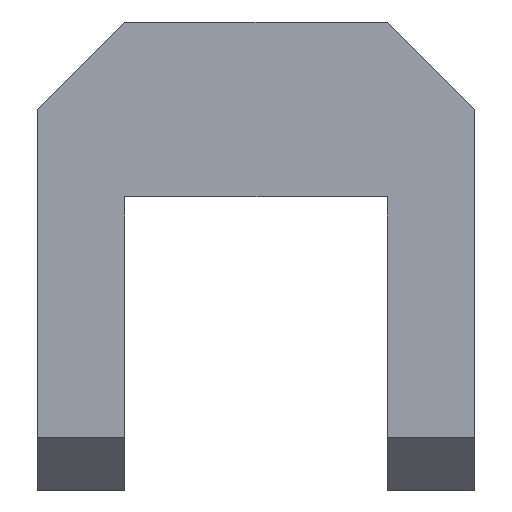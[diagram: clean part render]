
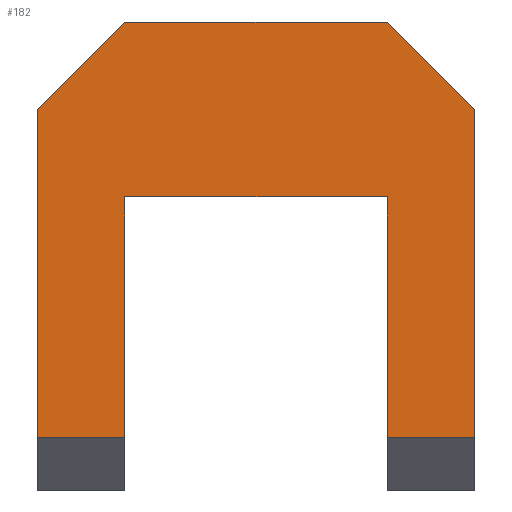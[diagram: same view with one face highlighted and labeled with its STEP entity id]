
A CAD part, front view. The second image highlights one B-rep face of the part: STEP entity #182.
In plain terms, the highlighted planar face has unit normal (0, -1, 0).
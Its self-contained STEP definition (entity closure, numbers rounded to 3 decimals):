
#74 = ORIENTED_EDGE ( 'NONE', *, *, #3349, .T. ) ;
#139 = VERTEX_POINT ( 'NONE', #3418 ) ;
#180 = VECTOR ( 'NONE', #3761, 1000. ) ;
#182 = ADVANCED_FACE ( 'NONE', ( #2119 ), #1812, .T. ) ;
#264 = LINE ( 'NONE', #3794, #3302 ) ;
#351 = EDGE_CURVE ( 'NONE', #1260, #721, #1573, .T. ) ;
#396 = CARTESIAN_POINT ( 'NONE',  ( 0., -15., 0. ) ) ;
#398 = LINE ( 'NONE', #1628, #650 ) ;
#450 = VECTOR ( 'NONE', #3256, 1000. ) ;
#489 = EDGE_CURVE ( 'NONE', #1260, #556, #1274, .T. ) ;
#517 = CARTESIAN_POINT ( 'NONE',  ( -15., -15., -33.5 ) ) ;
#525 = VECTOR ( 'NONE', #1493, 1000. ) ;
#527 = AXIS2_PLACEMENT_3D ( 'NONE', #396, #1004, #1671 ) ;
#539 = CARTESIAN_POINT ( 'NONE',  ( -15., -15., -27.5 ) ) ;
#556 = VERTEX_POINT ( 'NONE', #983 ) ;
#602 = LINE ( 'NONE', #3525, #1921 ) ;
#619 = ORIENTED_EDGE ( 'NONE', *, *, #489, .F. ) ;
#642 = VERTEX_POINT ( 'NONE', #892 ) ;
#649 = CARTESIAN_POINT ( 'NONE',  ( -25., -15., 10. ) ) ;
#650 = VECTOR ( 'NONE', #1359, 1000. ) ;
#721 = VERTEX_POINT ( 'NONE', #649 ) ;
#731 = DIRECTION ( 'NONE',  ( 0., 0., 1. ) ) ;
#733 = VECTOR ( 'NONE', #3103, 1000. ) ;
#755 = CARTESIAN_POINT ( 'NONE',  ( -25., -15., -33.5 ) ) ;
#766 = EDGE_CURVE ( 'NONE', #4045, #556, #398, .T. ) ;
#788 = EDGE_CURVE ( 'NONE', #642, #139, #1980, .T. ) ;
#892 = CARTESIAN_POINT ( 'NONE',  ( 15., -15., -27.5 ) ) ;
#973 = DIRECTION ( 'NONE',  ( 1., 0., 0. ) ) ;
#983 = CARTESIAN_POINT ( 'NONE',  ( 15., -15., 20. ) ) ;
#1004 = DIRECTION ( 'NONE',  ( 0., -1., 0. ) ) ;
#1066 = VECTOR ( 'NONE', #973, 1000. ) ;
#1082 = CARTESIAN_POINT ( 'NONE',  ( 25., -15., -27.5 ) ) ;
#1158 = CARTESIAN_POINT ( 'NONE',  ( 25., -15., -33.5 ) ) ;
#1216 = LINE ( 'NONE', #4096, #1066 ) ;
#1260 = VERTEX_POINT ( 'NONE', #3207 ) ;
#1274 = LINE ( 'NONE', #3825, #2234 ) ;
#1359 = DIRECTION ( 'NONE',  ( -0.707, 0., 0.707 ) ) ;
#1493 = DIRECTION ( 'NONE',  ( 0., 0., -1. ) ) ;
#1495 = ORIENTED_EDGE ( 'NONE', *, *, #2552, .F. ) ;
#1541 = ORIENTED_EDGE ( 'NONE', *, *, #3692, .F. ) ;
#1573 = LINE ( 'NONE', #2862, #180 ) ;
#1628 = CARTESIAN_POINT ( 'NONE',  ( 17.5, -15., 17.5 ) ) ;
#1671 = DIRECTION ( 'NONE',  ( 0., 0., -1. ) ) ;
#1723 = ORIENTED_EDGE ( 'NONE', *, *, #788, .F. ) ;
#1742 = VERTEX_POINT ( 'NONE', #2791 ) ;
#1812 = PLANE ( 'NONE',  #527 ) ;
#1921 = VECTOR ( 'NONE', #2502, 1000. ) ;
#1960 = CARTESIAN_POINT ( 'NONE',  ( 15., -15., -33.5 ) ) ;
#1980 = LINE ( 'NONE', #1960, #450 ) ;
#2119 = FACE_OUTER_BOUND ( 'NONE', #3683, .T. ) ;
#2234 = VECTOR ( 'NONE', #3416, 1000. ) ;
#2397 = VERTEX_POINT ( 'NONE', #539 ) ;
#2502 = DIRECTION ( 'NONE',  ( 1., 0., 0. ) ) ;
#2552 = EDGE_CURVE ( 'NONE', #139, #3119, #264, .T. ) ;
#2791 = CARTESIAN_POINT ( 'NONE',  ( -25., -15., -27.5 ) ) ;
#2854 = ORIENTED_EDGE ( 'NONE', *, *, #351, .T. ) ;
#2862 = CARTESIAN_POINT ( 'NONE',  ( -17.5, -15., 17.5 ) ) ;
#2873 = ORIENTED_EDGE ( 'NONE', *, *, #2921, .F. ) ;
#2920 = VECTOR ( 'NONE', #731, 1000. ) ;
#2921 = EDGE_CURVE ( 'NONE', #1742, #721, #3927, .T. ) ;
#2993 = CARTESIAN_POINT ( 'NONE',  ( 25., -15., 10. ) ) ;
#3062 = LINE ( 'NONE', #1158, #525 ) ;
#3068 = ORIENTED_EDGE ( 'NONE', *, *, #766, .T. ) ;
#3103 = DIRECTION ( 'NONE',  ( 0., 0., -1. ) ) ;
#3119 = VERTEX_POINT ( 'NONE', #3979 ) ;
#3156 = ORIENTED_EDGE ( 'NONE', *, *, #3211, .F. ) ;
#3207 = CARTESIAN_POINT ( 'NONE',  ( -15., -15., 20. ) ) ;
#3211 = EDGE_CURVE ( 'NONE', #4045, #3488, #3062, .T. ) ;
#3256 = DIRECTION ( 'NONE',  ( 0., 0., 1. ) ) ;
#3302 = VECTOR ( 'NONE', #3413, 1000. ) ;
#3349 = EDGE_CURVE ( 'NONE', #1742, #2397, #1216, .T. ) ;
#3355 = LINE ( 'NONE', #517, #733 ) ;
#3413 = DIRECTION ( 'NONE',  ( -1., 0., 0. ) ) ;
#3416 = DIRECTION ( 'NONE',  ( 1., 0., 0. ) ) ;
#3418 = CARTESIAN_POINT ( 'NONE',  ( 15., -15., 0. ) ) ;
#3488 = VERTEX_POINT ( 'NONE', #1082 ) ;
#3525 = CARTESIAN_POINT ( 'NONE',  ( 0., -15., -27.5 ) ) ;
#3683 = EDGE_LOOP ( 'NONE', ( #619, #2854, #2873, #74, #1541, #1495, #1723, #3707, #3156, #3068 ) ) ;
#3692 = EDGE_CURVE ( 'NONE', #3119, #2397, #3355, .T. ) ;
#3707 = ORIENTED_EDGE ( 'NONE', *, *, #3852, .T. ) ;
#3761 = DIRECTION ( 'NONE',  ( -0.707, 0., -0.707 ) ) ;
#3794 = CARTESIAN_POINT ( 'NONE',  ( 15., -15., 0. ) ) ;
#3825 = CARTESIAN_POINT ( 'NONE',  ( -25., -15., 20. ) ) ;
#3852 = EDGE_CURVE ( 'NONE', #642, #3488, #602, .T. ) ;
#3927 = LINE ( 'NONE', #755, #2920 ) ;
#3979 = CARTESIAN_POINT ( 'NONE',  ( -15., -15., 0. ) ) ;
#4045 = VERTEX_POINT ( 'NONE', #2993 ) ;
#4096 = CARTESIAN_POINT ( 'NONE',  ( 0., -15., -27.5 ) ) ;
